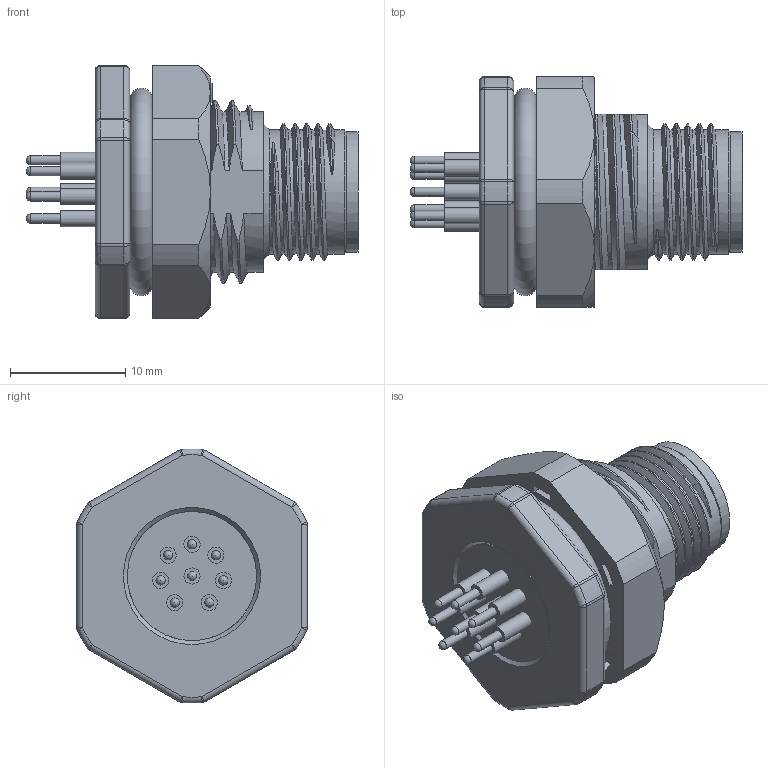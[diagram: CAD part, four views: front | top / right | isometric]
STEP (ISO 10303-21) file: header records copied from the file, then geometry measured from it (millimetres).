
FILE_DESCRIPTION(/* description */ ('Unknown'),/* implementation_level */ '2;1');
FILE_NAME(/* name */ '643210100408',/* time_stamp */ '2022-09-16T15:53:26+02:00',/* author */ ('Unknown'),/* organization */ ('Unknown'),/* preprocessor_version */ 'ST-DEVELOPER v16.7',/* originating_system */ 'Solid Edge',/* authorisation */ 'Unknown');
FILE_SCHEMA (('AUTOMOTIVE_DESIGN {1 0 10303 214 3 1 1}'));
Length unit declared in the file: millimetre
Products named in the file (7): 6432101004xx; 643110100408; 6431101004xx_Shell; 643210100408_Pin; 6432101004xx_Resin; 643xx01004xx_Panel O-Ring; 643xx01004xx_Panel Nut
Assembly tree (13 placements, depth 2):
  6432101004xx
    643110100408
    6431101004xx_Shell
    643210100408_Pin  x8
    6432101004xx_Resin
    643xx01004xx_Panel O-Ring
    643xx01004xx_Panel Nut
Bounding box: 28.8 x 20 x 22.02 mm (x, y, z)
Volume: 4211.9 mm3; surface area: 6466.2 mm2
Topology: 13 solids, 13 shells, 811 faces, 1950 edges, 1249 vertices
Faces by surface type: plane 378, cylinder 217, cone 68, torus 61, bspline 55, sphere 32
Full cylindrical faces by diameter (mm): 0.8 x24, 1.1 x8, 1.2 x8, 1.26 x32, 1.39 x24, 1.4 x8, 1.56 x16, 8.3 x1, 9.34 x1, 9.44 x1, 9.5 x1, 9.55 x1, 10.45 x1, 10.76 x5, 11.2 x1, 16 x3
Entity records: 21286 total; most frequent: CARTESIAN_POINT 7413, ORIENTED_EDGE 2832, DIRECTION 2659, EDGE_CURVE 1416, VERTEX_POINT 960, AXIS2_PLACEMENT_3D 904, LINE 851, VECTOR 851
